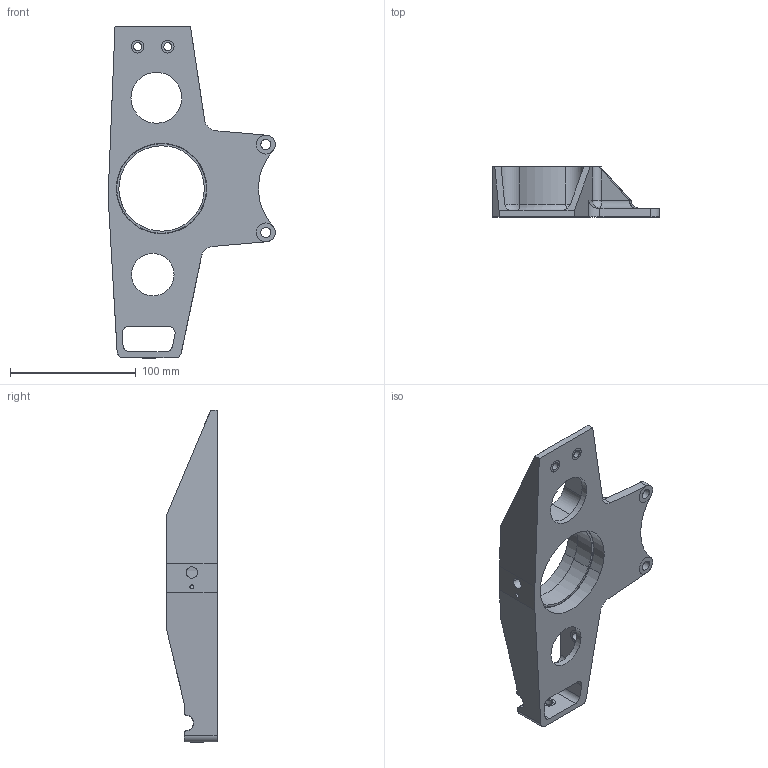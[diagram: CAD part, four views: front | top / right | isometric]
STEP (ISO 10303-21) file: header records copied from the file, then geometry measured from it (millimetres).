
FILE_DESCRIPTION(('CATIA V5 STEP Exchange'),'2;1');
FILE_NAME('SU_10001 (Front Left Upright).stp','2019-12-06T01:30:53+00:00',('none'),('none'),'CATIA Version 5 Release 19 SP 2 (IN-10)','CATIA V5 STEP AP203','none');
FILE_SCHEMA(('CONFIG_CONTROL_DESIGN'));
Length unit declared in the file: millimetre
Products named in the file (1): SU_10001
Bounding box: 132.45 x 40.1 x 264.2 mm (x, y, z)
Volume: 241931.1 mm3; surface area: 76998.5 mm2
Topology: 1 solids, 1 shells, 204 faces, 514 edges, 327 vertices
Faces by surface type: cylinder 125, plane 62, torus 11, sphere 6
Entity records: 6063 total; most frequent: CARTESIAN_POINT 1481, ORIENTED_EDGE 1016, DIRECTION 746, EDGE_CURVE 508, AXIS2_PLACEMENT_3D 352, VERTEX_POINT 314, VECTOR 251, LINE 251
